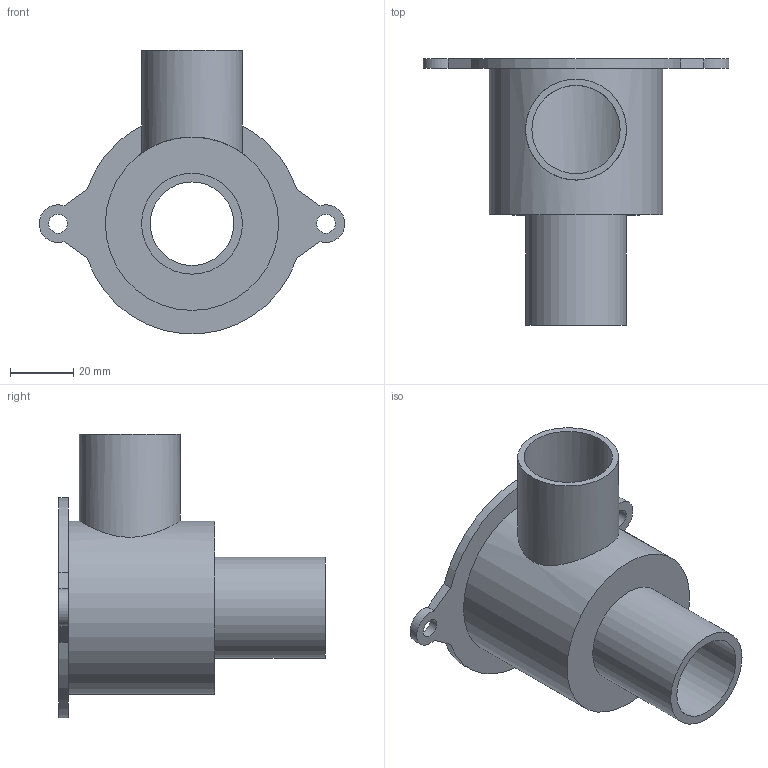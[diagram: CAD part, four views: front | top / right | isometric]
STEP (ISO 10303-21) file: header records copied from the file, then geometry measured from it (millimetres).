
FILE_DESCRIPTION(/* description */ (''),/* implementation_level */ '2;1');
FILE_NAME(/* name */ 'support thermostat g2 v3_DROITE.stp',/* time_stamp */ '2022-01-26T14:53:51+01:00',/* author */ ('Utilisateur'),/* organization */ (''),/* preprocessor_version */ 'ST-DEVELOPER v18',/* originating_system */ 'Autodesk Inventor 2020',/* authorisation */ '');
FILE_SCHEMA (('AUTOMOTIVE_DESIGN { 1 0 10303 214 3 1 1 }'));
Length unit declared in the file: millimetre
Products named in the file (1): support thermostat g2 v3_DROITE
Bounding box: 97 x 84.5 x 89.88 mm (x, y, z)
Volume: 67563.6 mm3; surface area: 33753.3 mm2
Topology: 1 solids, 1 shells, 30 faces, 80 edges, 59 vertices
Faces by surface type: cylinder 16, plane 14
Full cylindrical faces by diameter (mm): 6 x2, 26.5 x1, 28 x1, 32 x2, 42.5 x1, 55 x2
Entity records: 1130 total; most frequent: CARTESIAN_POINT 275, DIRECTION 177, ORIENTED_EDGE 156, EDGE_CURVE 78, AXIS2_PLACEMENT_3D 71, VERTEX_POINT 55, EDGE_LOOP 43, CIRCLE 40
